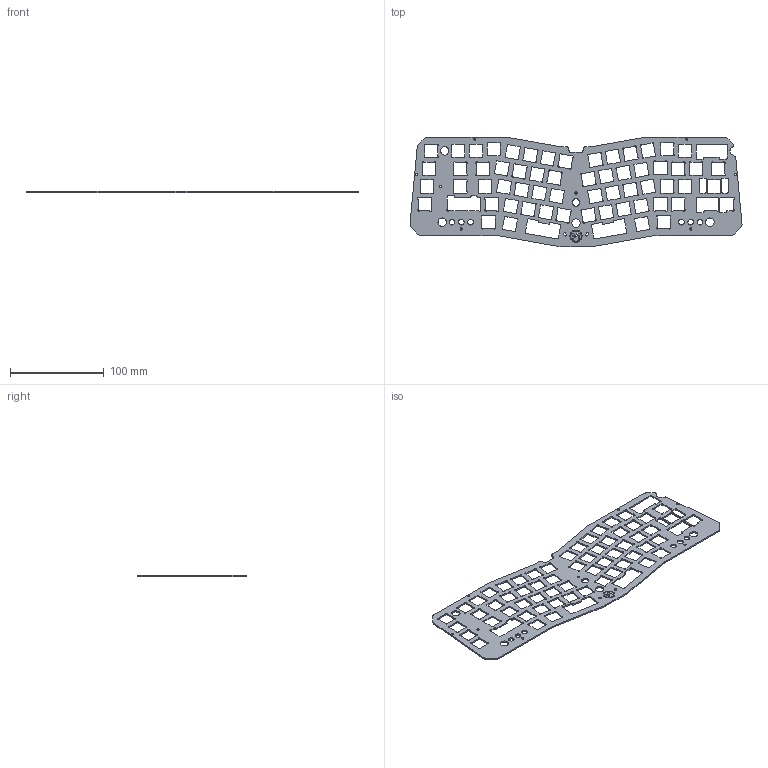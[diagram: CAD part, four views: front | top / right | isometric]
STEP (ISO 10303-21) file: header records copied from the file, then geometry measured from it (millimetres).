
FILE_DESCRIPTION(/* description */ (''),/* implementation_level */ '2;1');
FILE_NAME(/* name */ 'SwitchPlate.step',/* time_stamp */ '2021-01-31T18:54:54+01:00',/* author */ (''),/* organization */ (''),/* preprocessor_version */ 'ST-DEVELOPER v18.1',/* originating_system */ 'Autodesk Translation Framework v9.7.1.1290',/* authorisation */ '');
FILE_SCHEMA (('AUTOMOTIVE_DESIGN { 1 0 10303 214 3 1 1 }'));
Length unit declared in the file: millimetre
Products named in the file (1): SwitchPlate_Regular
Bounding box: 354.81 x 117.11 x 1.5 mm (x, y, z)
Volume: 31902.6 mm3; surface area: 50573.2 mm2
Topology: 1 solids, 1 shells, 709 faces, 2121 edges, 1414 vertices
Faces by surface type: cylinder 361, plane 348
Full cylindrical faces by diameter (mm): 2.4 x8, 6 x6, 8 x1, 9 x4
Entity records: 24489 total; most frequent: DIRECTION 4263, CARTESIAN_POINT 4245, ORIENTED_EDGE 4242, EDGE_CURVE 2121, AXIS2_PLACEMENT_3D 1432, VERTEX_POINT 1414, LINE 1399, VECTOR 1399
